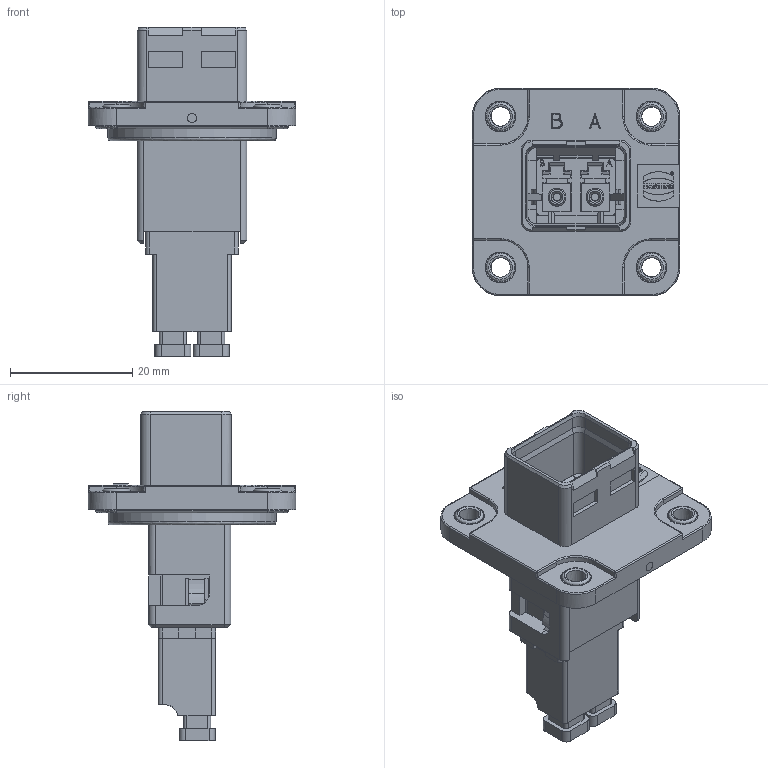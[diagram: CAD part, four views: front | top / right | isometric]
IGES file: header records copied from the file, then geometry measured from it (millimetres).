
Global section: file name: 09574020500.igs; preprocessor: I-DEAS 3D IGES Translator 14; date: 20111115.155109; units: millimetre
Bounding box: 34 x 34 x 53.95 mm (x, y, z)
Volume: 7645.1 mm3; surface area: 12357.8 mm2
Topology: 16 solids, 16 shells, 1012 faces, 2712 edges, 1734 vertices
Faces by surface type: bspline 1012
